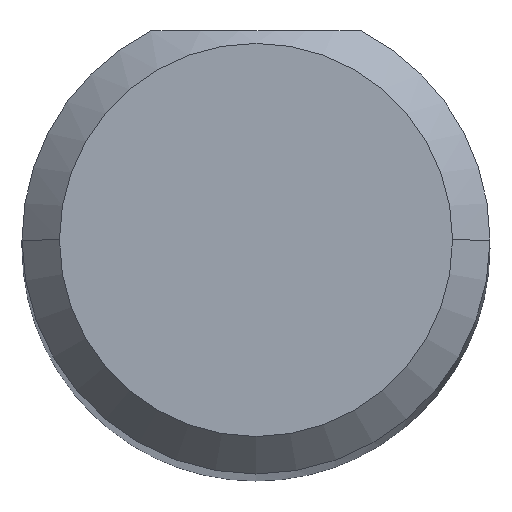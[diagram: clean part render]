
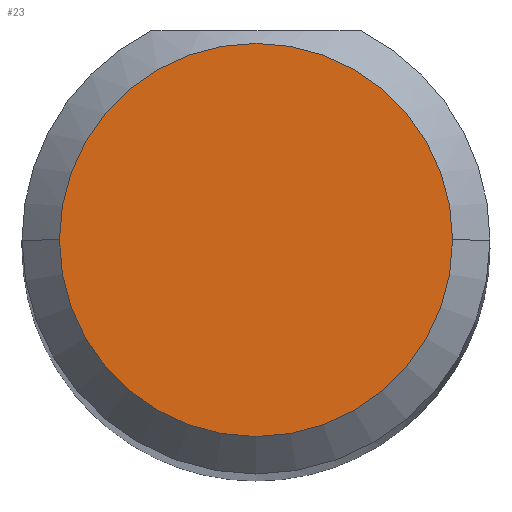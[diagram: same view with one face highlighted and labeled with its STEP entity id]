
A CAD part, top view. The second image highlights one B-rep face of the part: STEP entity #23.
In plain terms, the highlighted planar face has unit normal (0, 0, 1).
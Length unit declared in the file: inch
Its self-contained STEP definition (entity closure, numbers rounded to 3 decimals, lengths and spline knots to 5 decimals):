
#9 = CARTESIAN_POINT ( 'NONE',  ( 0., 0., 2. ) ) ;
#19 = PLANE ( 'NONE',  #613 ) ;
#23 = ADVANCED_FACE ( 'NONE', ( #587 ), #19, .T. ) ;
#24 = AXIS2_PLACEMENT_3D ( 'NONE', #9, #260, #60 ) ;
#59 = VERTEX_POINT ( 'NONE', #276 ) ;
#60 = DIRECTION ( 'NONE',  ( 1., 0., 0. ) ) ;
#73 = DIRECTION ( 'NONE',  ( 1., 0., 0. ) ) ;
#123 = DIRECTION ( 'NONE',  ( 0., 0., 1. ) ) ;
#136 = ORIENTED_EDGE ( 'NONE', *, *, #353, .T. ) ;
#196 = CIRCLE ( 'NONE', #24, 0.07875 ) ;
#211 = CIRCLE ( 'NONE', #564, 0.07875 ) ;
#219 = CARTESIAN_POINT ( 'NONE',  ( 0.07875, 0., 2. ) ) ;
#260 = DIRECTION ( 'NONE',  ( 0., 0., 1. ) ) ;
#276 = CARTESIAN_POINT ( 'NONE',  ( -0.07875, 0., 2. ) ) ;
#282 = DIRECTION ( 'NONE',  ( 1., 0., 0. ) ) ;
#325 = DIRECTION ( 'NONE',  ( 0., 0., 1. ) ) ;
#353 = EDGE_CURVE ( 'NONE', #59, #608, #211, .T. ) ;
#486 = CARTESIAN_POINT ( 'NONE',  ( 0., 0., 2. ) ) ;
#515 = EDGE_LOOP ( 'NONE', ( #136, #575 ) ) ;
#519 = EDGE_CURVE ( 'NONE', #608, #59, #196, .T. ) ;
#564 = AXIS2_PLACEMENT_3D ( 'NONE', #581, #325, #282 ) ;
#575 = ORIENTED_EDGE ( 'NONE', *, *, #519, .T. ) ;
#581 = CARTESIAN_POINT ( 'NONE',  ( 0., 0., 2. ) ) ;
#587 = FACE_OUTER_BOUND ( 'NONE', #515, .T. ) ;
#608 = VERTEX_POINT ( 'NONE', #219 ) ;
#613 = AXIS2_PLACEMENT_3D ( 'NONE', #486, #123, #73 ) ;
